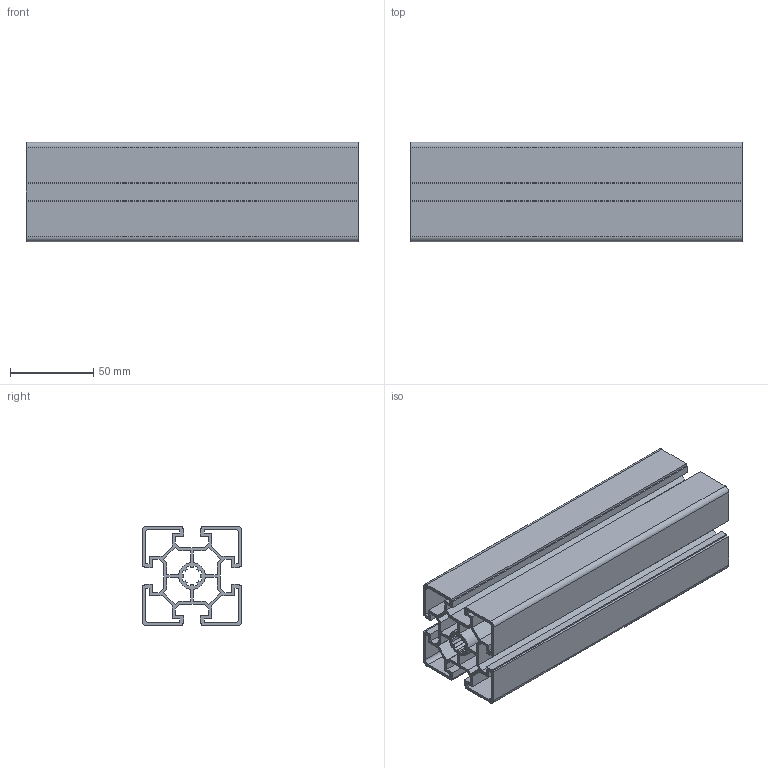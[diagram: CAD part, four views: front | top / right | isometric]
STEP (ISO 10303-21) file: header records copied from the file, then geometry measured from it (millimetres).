
FILE_DESCRIPTION (( 'STEP AP214' ), '1' );
FILE_NAME ('3_842_992_443_200-Bosch.step', '2020-07-03T06:44:23', ( '' ), ( '' ), 'SwSTEP 2.0', 'SolidWorks 2010', '' );
FILE_SCHEMA (( 'AUTOMOTIVE_DESIGN' ));
Length unit declared in the file: millimetre
Products named in the file (1): 3_842_992_443_200-Bosch
Bounding box: 200 x 60 x 60 mm (x, y, z)
Volume: 191210.2 mm3; surface area: 200627.7 mm2
Topology: 1 solids, 1 shells, 170 faces, 504 edges, 336 vertices
Faces by surface type: plane 142, cylinder 28
Entity records: 5694 total; most frequent: CARTESIAN_POINT 1011, ORIENTED_EDGE 1008, DIRECTION 902, EDGE_CURVE 504, LINE 448, VECTOR 448, VERTEX_POINT 336, AXIS2_PLACEMENT_3D 227
